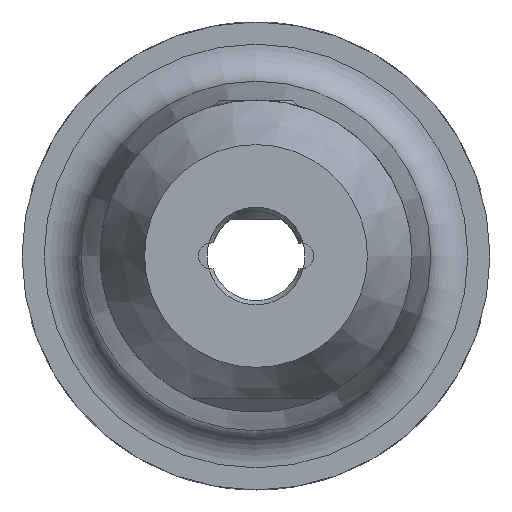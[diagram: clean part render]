
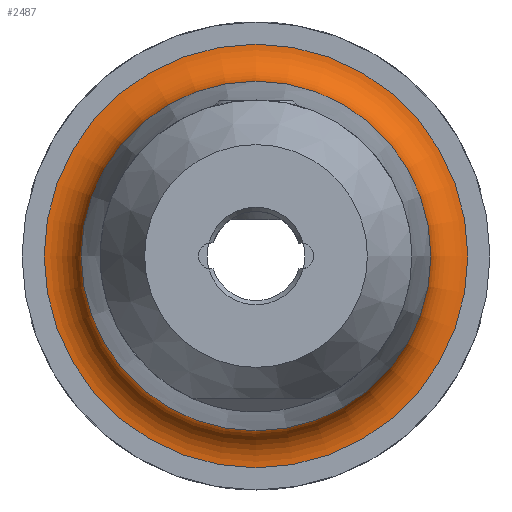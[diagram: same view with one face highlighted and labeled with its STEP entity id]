
A CAD part, left-side view. The second image highlights one B-rep face of the part: STEP entity #2487.
In plain terms, the highlighted toroidal (fillet/blend) face has major radius 28.517 mm and minor radius 5 mm.
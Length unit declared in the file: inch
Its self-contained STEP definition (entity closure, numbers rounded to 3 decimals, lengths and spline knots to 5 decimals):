
#17=TOROIDAL_SURFACE('',#2761,1.12271,0.19685);
#580=FACE_OUTER_BOUND('',#729,.T.);
#729=EDGE_LOOP('',(#2175,#2176,#2177,#2178,#2179,#2180,#2181));
#855=CIRCLE('',#2758,0.92651);
#856=CIRCLE('',#2759,0.92651);
#857=CIRCLE('',#2760,0.92651);
#858=CIRCLE('',#2762,0.19685);
#859=CIRCLE('',#2763,1.12271);
#860=CIRCLE('',#2764,1.12271);
#1111=VERTEX_POINT('',#5602);
#1112=VERTEX_POINT('',#5603);
#1113=VERTEX_POINT('',#5605);
#1114=VERTEX_POINT('',#5610);
#1115=VERTEX_POINT('',#5612);
#1467=EDGE_CURVE('',#1111,#1112,#855,.T.);
#1468=EDGE_CURVE('',#1113,#1111,#856,.T.);
#1470=EDGE_CURVE('',#1112,#1113,#857,.T.);
#1471=EDGE_CURVE('',#1112,#1114,#858,.T.);
#1472=EDGE_CURVE('',#1115,#1114,#859,.T.);
#1473=EDGE_CURVE('',#1114,#1115,#860,.T.);
#2175=ORIENTED_EDGE('',*,*,#1467,.T.);
#2176=ORIENTED_EDGE('',*,*,#1471,.T.);
#2177=ORIENTED_EDGE('',*,*,#1472,.F.);
#2178=ORIENTED_EDGE('',*,*,#1473,.F.);
#2179=ORIENTED_EDGE('',*,*,#1471,.F.);
#2180=ORIENTED_EDGE('',*,*,#1470,.T.);
#2181=ORIENTED_EDGE('',*,*,#1468,.T.);
#2487=ADVANCED_FACE('',(#580),#17,.F.);
#2758=AXIS2_PLACEMENT_3D('',#5604,#3370,#3371);
#2759=AXIS2_PLACEMENT_3D('',#5606,#3372,#3373);
#2760=AXIS2_PLACEMENT_3D('',#5608,#3375,#3376);
#2761=AXIS2_PLACEMENT_3D('',#5609,#3377,#3378);
#2762=AXIS2_PLACEMENT_3D('',#5611,#3379,#3380);
#2763=AXIS2_PLACEMENT_3D('',#5613,#3381,#3382);
#2764=AXIS2_PLACEMENT_3D('',#5614,#3383,#3384);
#3370=DIRECTION('center_axis',(1.,0.,0.));
#3371=DIRECTION('ref_axis',(0.,1.,0.));
#3372=DIRECTION('center_axis',(1.,0.,0.));
#3373=DIRECTION('ref_axis',(0.,1.,0.));
#3375=DIRECTION('center_axis',(1.,0.,0.));
#3376=DIRECTION('ref_axis',(0.,1.,0.));
#3377=DIRECTION('center_axis',(1.,0.,0.));
#3378=DIRECTION('ref_axis',(0.,0.,-1.));
#3379=DIRECTION('center_axis',(0.,-1.,0.));
#3380=DIRECTION('ref_axis',(0.,0.,1.));
#3381=DIRECTION('center_axis',(1.,0.,0.));
#3382=DIRECTION('ref_axis',(0.,1.,0.));
#3383=DIRECTION('center_axis',(1.,0.,0.));
#3384=DIRECTION('ref_axis',(0.,1.,0.));
#5602=CARTESIAN_POINT('',(-1.04694,0.92651,0.));
#5603=CARTESIAN_POINT('',(-1.04694,0.,0.92651));
#5604=CARTESIAN_POINT('Origin',(-1.04694,0.,
0.));
#5605=CARTESIAN_POINT('',(-1.04694,-0.92651,0.));
#5606=CARTESIAN_POINT('Origin',(-1.04694,0.,
0.));
#5608=CARTESIAN_POINT('Origin',(-1.04694,0.,
0.));
#5609=CARTESIAN_POINT('Origin',(-1.06299,0.,
0.));
#5610=CARTESIAN_POINT('',(-0.86614,0.,1.12271));
#5611=CARTESIAN_POINT('Origin',(-1.06299,0.,
1.12271));
#5612=CARTESIAN_POINT('',(-0.86614,1.12271,0.));
#5613=CARTESIAN_POINT('Origin',(-0.86614,0.,
0.));
#5614=CARTESIAN_POINT('Origin',(-0.86614,0.,
0.));
